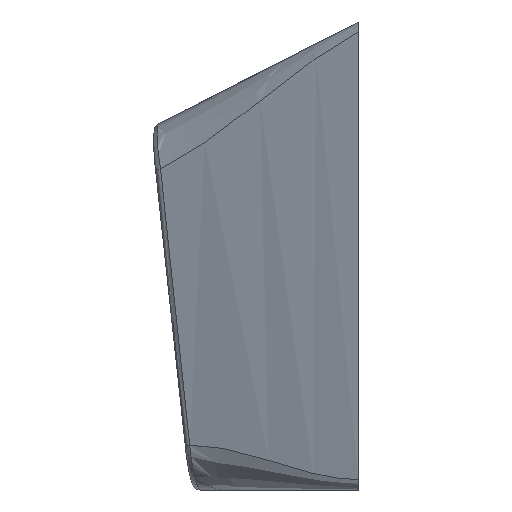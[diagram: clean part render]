
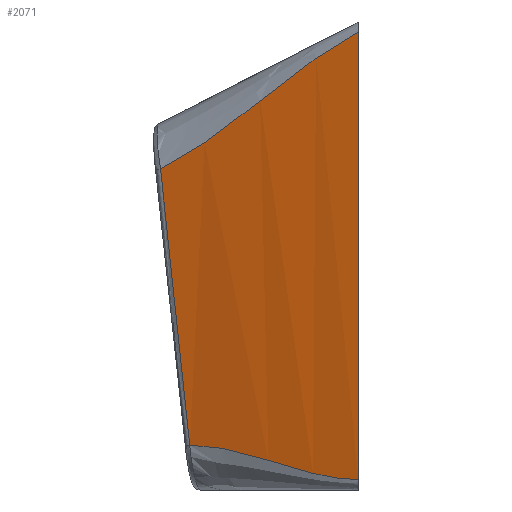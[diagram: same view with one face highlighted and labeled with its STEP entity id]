
A CAD part, left-side view. The second image highlights one B-rep face of the part: STEP entity #2071.
In plain terms, the highlighted free-form (B-spline) face has degree [3, 1] with [6, 2] control points.
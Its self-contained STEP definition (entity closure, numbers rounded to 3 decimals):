
#1850=VERTEX_POINT('',#1851);
#1851=CARTESIAN_POINT('',(0.0,0.0,-0.378));
#1863=EDGE_CURVE('',#1850,#1864,#1866,.F.);
#1864=VERTEX_POINT('',#1865);
#1865=CARTESIAN_POINT('',(0.0,0.0,-17.6));
#1866=LINE('',#1867,#1868);
#1867=CARTESIAN_POINT('',(0.0,0.0,0.0));
#1868=VECTOR('',#1869,1.0);
#1869=DIRECTION('',(0.0,0.0,1.0));
#2071=ADVANCED_FACE('',(#2072),#2187,.F.);
#2072=FACE_BOUND('',#2073,.T.);
#2073=EDGE_LOOP('',(#2074,#2120,#2135,#2186));
#2074=ORIENTED_EDGE('',*,*,#2075,.T.);
#2075=EDGE_CURVE('',#1850,#2076,#2078,.T.);
#2076=VERTEX_POINT('',#2077);
#2077=CARTESIAN_POINT('',(2.921,7.613,-5.653));
#2078=B_SPLINE_CURVE_WITH_KNOTS('',4,(#2079,#2080,#2081,#2082,#2083,#2084,#2085,#2086,#2087,#2088,#2089,#2090,#2091,#2092,#2093,#2094,#2095,#2096,#2097,#2098,#2099,#2100,#2101,#2102,#2103,#2104,#2105,#2106,#2107,#2108,#2109,#2110,#2111,#2112,#2113,#2114,#2115,#2116,#2117,#2118,#2119),.UNSPECIFIED.,.F.,.U.,(5,4,4,4,4,4,4,4,4,4,5),(0.0,0.125,0.25,0.375,0.5,0.625,0.75,0.875,0.938,0.969,0.977),.UNSPECIFIED.);
#2079=CARTESIAN_POINT('',(0.,0.,-0.378));
#2080=CARTESIAN_POINT('',(0.093,0.248,-0.509));
#2081=CARTESIAN_POINT('',(0.188,0.499,-0.652));
#2082=CARTESIAN_POINT('',(0.284,0.754,-0.807));
#2083=CARTESIAN_POINT('',(0.382,1.013,-0.974));
#2084=CARTESIAN_POINT('',(0.47,1.247,-1.124));
#2085=CARTESIAN_POINT('',(0.561,1.488,-1.287));
#2086=CARTESIAN_POINT('',(0.655,1.736,-1.462));
#2087=CARTESIAN_POINT('',(0.751,1.99,-1.647));
#2088=CARTESIAN_POINT('',(0.834,2.208,-1.806));
#2089=CARTESIAN_POINT('',(0.922,2.439,-1.98));
#2090=CARTESIAN_POINT('',(1.016,2.685,-2.169));
#2091=CARTESIAN_POINT('',(1.115,2.945,-2.372));
#2092=CARTESIAN_POINT('',(1.182,3.119,-2.508));
#2093=CARTESIAN_POINT('',(1.264,3.334,-2.678));
#2094=CARTESIAN_POINT('',(1.363,3.591,-2.883));
#2095=CARTESIAN_POINT('',(1.478,3.889,-3.119));
#2096=CARTESIAN_POINT('',(1.609,4.229,-3.388));
#2097=CARTESIAN_POINT('',(1.713,4.499,-3.6));
#2098=CARTESIAN_POINT('',(1.792,4.702,-3.757));
#2099=CARTESIAN_POINT('',(1.844,4.837,-3.86));
#2100=CARTESIAN_POINT('',(1.948,5.106,-4.065));
#2101=CARTESIAN_POINT('',(2.045,5.356,-4.25));
#2102=CARTESIAN_POINT('',(2.135,5.587,-4.417));
#2103=CARTESIAN_POINT('',(2.218,5.8,-4.565));
#2104=CARTESIAN_POINT('',(2.32,6.063,-4.748));
#2105=CARTESIAN_POINT('',(2.419,6.316,-4.915));
#2106=CARTESIAN_POINT('',(2.513,6.559,-5.067));
#2107=CARTESIAN_POINT('',(2.603,6.791,-5.204));
#2108=CARTESIAN_POINT('',(2.651,6.916,-5.278));
#2109=CARTESIAN_POINT('',(2.7,7.042,-5.35));
#2110=CARTESIAN_POINT('',(2.75,7.171,-5.421));
#2111=CARTESIAN_POINT('',(2.8,7.302,-5.49));
#2112=CARTESIAN_POINT('',(2.815,7.339,-5.51));
#2113=CARTESIAN_POINT('',(2.836,7.395,-5.539));
#2114=CARTESIAN_POINT('',(2.865,7.469,-5.578));
#2115=CARTESIAN_POINT('',(2.9,7.56,-5.625));
#2116=CARTESIAN_POINT('',(2.905,7.572,-5.631));
#2117=CARTESIAN_POINT('',(2.91,7.585,-5.638));
#2118=CARTESIAN_POINT('',(2.915,7.599,-5.645));
#2119=CARTESIAN_POINT('',(2.921,7.613,-5.653));
#2120=ORIENTED_EDGE('',*,*,#2121,.T.);
#2121=EDGE_CURVE('',#2076,#2122,#2124,.T.);
#2122=VERTEX_POINT('',#2123);
#2123=CARTESIAN_POINT('',(2.912,6.489,-16.276));
#2124=B_SPLINE_CURVE_WITH_KNOTS('',3,(#2125,#2126,#2127,#2128,#2129,#2130,#2131,#2132,#2133,#2134),.UNSPECIFIED.,.F.,.U.,(4,2,2,2,4),(-4.745,0.,5.938,10.683,15.427),.UNSPECIFIED.);
#2125=CARTESIAN_POINT('',(2.924,8.114,-0.935));
#2126=CARTESIAN_POINT('',(2.923,7.947,-2.507));
#2127=CARTESIAN_POINT('',(2.922,7.78,-4.08));
#2128=CARTESIAN_POINT('',(2.919,7.404,-7.621));
#2129=CARTESIAN_POINT('',(2.918,7.196,-9.589));
#2130=CARTESIAN_POINT('',(2.915,6.821,-13.13));
#2131=CARTESIAN_POINT('',(2.914,6.655,-14.703));
#2132=CARTESIAN_POINT('',(2.911,6.323,-17.849));
#2133=CARTESIAN_POINT('',(2.91,6.157,-19.422));
#2134=CARTESIAN_POINT('',(2.909,5.992,-20.995));
#2135=ORIENTED_EDGE('',*,*,#2136,.T.);
#2136=EDGE_CURVE('',#2122,#1864,#2137,.T.);
#2137=B_SPLINE_CURVE_WITH_KNOTS('',4,(#2138,#2139,#2140,#2141,#2142,#2143,#2144,#2145,#2146,#2147,#2148,#2149,#2150,#2151,#2152,#2153,#2154,#2155,#2156,#2157,#2158,#2159,#2160,#2161,#2162,#2163,#2164,#2165,#2166,#2167,#2168,#2169,#2170,#2171,#2172,#2173,#2174,#2175,#2176,#2177,#2178,#2179,#2180,#2181,#2182,#2183,#2184,#2185),.UNSPECIFIED.,.F.,.U.,(5,4,4,4,4,4,4,4,3,4,4,4,5),(0.027,0.031,0.063,0.125,0.25,0.375,0.438,0.5,0.505,0.625,0.75,0.875,1.0),.UNSPECIFIED.);
#2138=CARTESIAN_POINT('',(2.912,6.489,-16.276));
#2139=CARTESIAN_POINT('',(2.911,6.485,-16.276));
#2140=CARTESIAN_POINT('',(2.909,6.482,-16.276));
#2141=CARTESIAN_POINT('',(2.908,6.479,-16.276));
#2142=CARTESIAN_POINT('',(2.907,6.476,-16.276));
#2143=CARTESIAN_POINT('',(2.883,6.424,-16.276));
#2144=CARTESIAN_POINT('',(2.86,6.372,-16.276));
#2145=CARTESIAN_POINT('',(2.837,6.319,-16.277));
#2146=CARTESIAN_POINT('',(2.813,6.267,-16.279));
#2147=CARTESIAN_POINT('',(2.769,6.166,-16.282));
#2148=CARTESIAN_POINT('',(2.723,6.062,-16.288));
#2149=CARTESIAN_POINT('',(2.676,5.956,-16.297));
#2150=CARTESIAN_POINT('',(2.628,5.848,-16.308));
#2151=CARTESIAN_POINT('',(2.544,5.657,-16.327));
#2152=CARTESIAN_POINT('',(2.454,5.454,-16.356));
#2153=CARTESIAN_POINT('',(2.359,5.239,-16.393));
#2154=CARTESIAN_POINT('',(2.259,5.011,-16.441));
#2155=CARTESIAN_POINT('',(2.181,4.837,-16.478));
#2156=CARTESIAN_POINT('',(2.094,4.639,-16.525));
#2157=CARTESIAN_POINT('',(1.997,4.418,-16.581));
#2158=CARTESIAN_POINT('',(1.889,4.176,-16.649));
#2159=CARTESIAN_POINT('',(1.854,4.097,-16.671));
#2160=CARTESIAN_POINT('',(1.812,4.002,-16.698));
#2161=CARTESIAN_POINT('',(1.762,3.888,-16.731));
#2162=CARTESIAN_POINT('',(1.704,3.758,-16.77));
#2163=CARTESIAN_POINT('',(1.633,3.599,-16.818));
#2164=CARTESIAN_POINT('',(1.578,3.477,-16.855));
#2165=CARTESIAN_POINT('',(1.54,3.39,-16.882));
#2166=CARTESIAN_POINT('',(1.517,3.34,-16.897));
#2167=CARTESIAN_POINT('',(1.513,3.33,-16.9));
#2168=CARTESIAN_POINT('',(1.509,3.321,-16.903));
#2169=CARTESIAN_POINT('',(1.504,3.311,-16.906));
#2170=CARTESIAN_POINT('',(1.396,3.068,-16.981));
#2171=CARTESIAN_POINT('',(1.302,2.858,-17.046));
#2172=CARTESIAN_POINT('',(1.217,2.671,-17.103));
#2173=CARTESIAN_POINT('',(1.143,2.505,-17.152));
#2174=CARTESIAN_POINT('',(1.041,2.28,-17.218));
#2175=CARTESIAN_POINT('',(0.944,2.066,-17.278));
#2176=CARTESIAN_POINT('',(0.852,1.863,-17.332));
#2177=CARTESIAN_POINT('',(0.764,1.67,-17.378));
#2178=CARTESIAN_POINT('',(0.665,1.451,-17.43));
#2179=CARTESIAN_POINT('',(0.568,1.239,-17.475));
#2180=CARTESIAN_POINT('',(0.474,1.033,-17.511));
#2181=CARTESIAN_POINT('',(0.383,0.835,-17.539));
#2182=CARTESIAN_POINT('',(0.286,0.623,-17.569));
#2183=CARTESIAN_POINT('',(0.19,0.413,-17.589));
#2184=CARTESIAN_POINT('',(0.095,0.206,-17.6));
#2185=CARTESIAN_POINT('',(0.,0.,-17.6));
#2186=ORIENTED_EDGE('',*,*,#1863,.F.);
#2187=B_SPLINE_SURFACE_WITH_KNOTS('',3,1,((#2188,#2189),(#2190,#2191),(#2192,#2193),(#2194,#2195),(#2196,#2197),(#2198,#2199)),.UNSPECIFIED.,.F.,.F.,.U.,(4,2,4),(2,2),(0.0,0.5,1.0),(0.0,1.0),.UNSPECIFIED.);
#2188=CARTESIAN_POINT('',(3.0,8.0,-4.081));
#2189=CARTESIAN_POINT('',(3.0,6.5,-18.0));
#2190=CARTESIAN_POINT('',(2.5,6.667,-3.4));
#2191=CARTESIAN_POINT('',(2.5,5.417,-18.0));
#2192=CARTESIAN_POINT('',(2.0,5.333,-2.72));
#2193=CARTESIAN_POINT('',(2.0,4.333,-18.0));
#2194=CARTESIAN_POINT('',(1.0,2.667,-1.36));
#2195=CARTESIAN_POINT('',(1.0,2.167,-18.0));
#2196=CARTESIAN_POINT('',(0.5,1.333,-0.68));
#2197=CARTESIAN_POINT('',(0.5,1.083,-18.0));
#2198=CARTESIAN_POINT('',(0.0,0.0,0.0));
#2199=CARTESIAN_POINT('',(0.0,0.0,-18.0));
